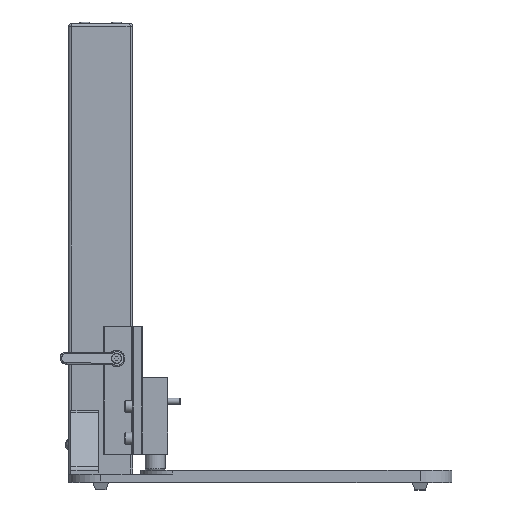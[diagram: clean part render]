
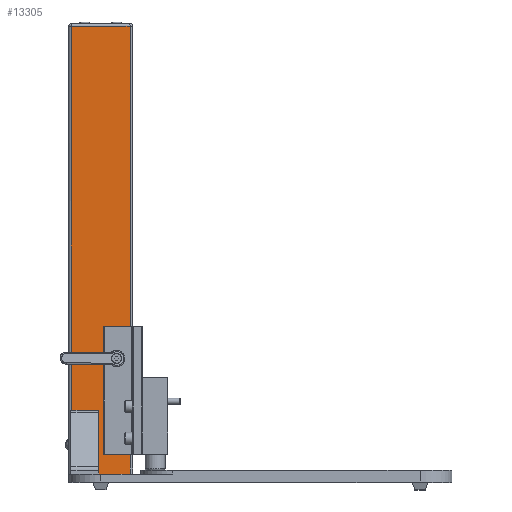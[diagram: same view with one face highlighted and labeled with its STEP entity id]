
A CAD part, top view. The second image highlights one B-rep face of the part: STEP entity #13305.
In plain terms, the highlighted planar face has unit normal (0, 0, 1).
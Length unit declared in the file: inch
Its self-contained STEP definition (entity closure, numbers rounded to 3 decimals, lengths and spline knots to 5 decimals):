
#747 = CARTESIAN_POINT ( 'NONE',  ( 0., 5.10937, 0.5 ) ) ;
#1013 = EDGE_CURVE ( 'NONE', #5989, #18497, #8171, .T. ) ;
#1115 = VERTEX_POINT ( 'NONE', #10864 ) ;
#1304 = EDGE_CURVE ( 'NONE', #12423, #18182, #16375, .T. ) ;
#1385 = VECTOR ( 'NONE', #18537, 39.37008 ) ;
#1669 = DIRECTION ( 'NONE',  ( 0., 0., 1. ) ) ;
#1705 = EDGE_LOOP ( 'NONE', ( #5816, #10183, #17640, #16147, #18229, #15856, #11099, #10338, #4813, #11177 ) ) ;
#1972 = CARTESIAN_POINT ( 'NONE',  ( -4.083, -2.00169, 0.5 ) ) ;
#2012 = VECTOR ( 'NONE', #19273, 39.37008 ) ;
#2818 = DIRECTION ( 'NONE',  ( 0., 1., 0. ) ) ;
#3187 = LINE ( 'NONE', #1972, #7240 ) ;
#3430 = VECTOR ( 'NONE', #7611, 39.37008 ) ;
#3515 = CARTESIAN_POINT ( 'NONE',  ( -5.0625, 2.48438, 0.5 ) ) ;
#3645 = CARTESIAN_POINT ( 'NONE',  ( -4.083, -2.00169, 0.5 ) ) ;
#3949 = EDGE_CURVE ( 'NONE', #17037, #8196, #7806, .T. ) ;
#3971 = VECTOR ( 'NONE', #13901, 39.37008 ) ;
#4292 = EDGE_CURVE ( 'NONE', #14297, #5989, #16385, .T. ) ;
#4310 = LINE ( 'NONE', #18063, #5770 ) ;
#4813 = ORIENTED_EDGE ( 'NONE', *, *, #12128, .T. ) ;
#5455 = EDGE_CURVE ( 'NONE', #12423, #1115, #3187, .T. ) ;
#5770 = VECTOR ( 'NONE', #16376, 39.37008 ) ;
#5816 = ORIENTED_EDGE ( 'NONE', *, *, #1013, .T. ) ;
#5989 = VERTEX_POINT ( 'NONE', #14471 ) ;
#7101 = EDGE_CURVE ( 'NONE', #7685, #1115, #8000, .T. ) ;
#7240 = VECTOR ( 'NONE', #12545, 39.37008 ) ;
#7264 = VECTOR ( 'NONE', #13823, 39.37008 ) ;
#7403 = DIRECTION ( 'NONE',  ( -1., 0., 0. ) ) ;
#7611 = DIRECTION ( 'NONE',  ( 0., 1., 0. ) ) ;
#7685 = VERTEX_POINT ( 'NONE', #8910 ) ;
#7751 = CARTESIAN_POINT ( 'NONE',  ( -4.912, -2.06925, 0.5 ) ) ;
#7806 = LINE ( 'NONE', #15675, #3430 ) ;
#8000 = LINE ( 'NONE', #11114, #1385 ) ;
#8171 = LINE ( 'NONE', #3645, #14303 ) ;
#8196 = VERTEX_POINT ( 'NONE', #19524 ) ;
#8509 = CARTESIAN_POINT ( 'NONE',  ( -4.912, 5.10937, 0.5 ) ) ;
#8529 = CARTESIAN_POINT ( 'NONE',  ( -4.083, 0.48438, 0.5 ) ) ;
#8770 = CARTESIAN_POINT ( 'NONE',  ( -5.0625, 2.48438, 0.5 ) ) ;
#8910 = CARTESIAN_POINT ( 'NONE',  ( -4.912, 1.10937, 0.5 ) ) ;
#9610 = CARTESIAN_POINT ( 'NONE',  ( -5.0625, 2.48438, 0.5 ) ) ;
#9674 = DIRECTION ( 'NONE',  ( 0., 1., 0. ) ) ;
#10183 = ORIENTED_EDGE ( 'NONE', *, *, #18721, .T. ) ;
#10200 = EDGE_CURVE ( 'NONE', #18182, #19090, #10266, .T. ) ;
#10266 = LINE ( 'NONE', #8770, #12772 ) ;
#10338 = ORIENTED_EDGE ( 'NONE', *, *, #7101, .F. ) ;
#10864 = CARTESIAN_POINT ( 'NONE',  ( -4.083, 1.10937, 0.5 ) ) ;
#11099 = ORIENTED_EDGE ( 'NONE', *, *, #5455, .T. ) ;
#11114 = CARTESIAN_POINT ( 'NONE',  ( -3.85, 1.10937, 0.5 ) ) ;
#11177 = ORIENTED_EDGE ( 'NONE', *, *, #4292, .T. ) ;
#11599 = CARTESIAN_POINT ( 'NONE',  ( -5.917, 2.48438, 0.5 ) ) ;
#12128 = EDGE_CURVE ( 'NONE', #7685, #14297, #18408, .T. ) ;
#12423 = VERTEX_POINT ( 'NONE', #8529 ) ;
#12545 = DIRECTION ( 'NONE',  ( 0., 1., 0. ) ) ;
#12743 = PLANE ( 'NONE',  #13419 ) ;
#12772 = VECTOR ( 'NONE', #2818, 39.37008 ) ;
#12922 = EDGE_CURVE ( 'NONE', #19090, #17037, #17264, .T. ) ;
#13305 = ADVANCED_FACE ( 'NONE', ( #15475 ), #12743, .T. ) ;
#13419 = AXIS2_PLACEMENT_3D ( 'NONE', #17157, #1669, #18754 ) ;
#13772 = VECTOR ( 'NONE', #7403, 39.37008 ) ;
#13823 = DIRECTION ( 'NONE',  ( -1., 0., 0. ) ) ;
#13901 = DIRECTION ( 'NONE',  ( 0., 1., 0. ) ) ;
#14297 = VERTEX_POINT ( 'NONE', #8509 ) ;
#14303 = VECTOR ( 'NONE', #9674, 39.37008 ) ;
#14471 = CARTESIAN_POINT ( 'NONE',  ( -4.083, 5.10937, 0.5 ) ) ;
#15475 = FACE_OUTER_BOUND ( 'NONE', #1705, .T. ) ;
#15675 = CARTESIAN_POINT ( 'NONE',  ( -5.917, -2.00169, 0.5 ) ) ;
#15856 = ORIENTED_EDGE ( 'NONE', *, *, #1304, .F. ) ;
#16147 = ORIENTED_EDGE ( 'NONE', *, *, #12922, .F. ) ;
#16375 = LINE ( 'NONE', #18269, #13772 ) ;
#16376 = DIRECTION ( 'NONE',  ( -1., 0., 0. ) ) ;
#16385 = LINE ( 'NONE', #747, #2012 ) ;
#16641 = CARTESIAN_POINT ( 'NONE',  ( -4.083, 14.50938, 0.5 ) ) ;
#17037 = VERTEX_POINT ( 'NONE', #11599 ) ;
#17157 = CARTESIAN_POINT ( 'NONE',  ( -5.917, -2.00169, 0.5 ) ) ;
#17264 = LINE ( 'NONE', #3515, #7264 ) ;
#17640 = ORIENTED_EDGE ( 'NONE', *, *, #3949, .F. ) ;
#18063 = CARTESIAN_POINT ( 'NONE',  ( -5.917, 14.50938, 0.5 ) ) ;
#18182 = VERTEX_POINT ( 'NONE', #19260 ) ;
#18229 = ORIENTED_EDGE ( 'NONE', *, *, #10200, .F. ) ;
#18269 = CARTESIAN_POINT ( 'NONE',  ( 0., 0.48438, 0.5 ) ) ;
#18408 = LINE ( 'NONE', #7751, #3971 ) ;
#18497 = VERTEX_POINT ( 'NONE', #16641 ) ;
#18537 = DIRECTION ( 'NONE',  ( 1., 0., 0. ) ) ;
#18721 = EDGE_CURVE ( 'NONE', #18497, #8196, #4310, .T. ) ;
#18754 = DIRECTION ( 'NONE',  ( 1., 0., 0. ) ) ;
#19090 = VERTEX_POINT ( 'NONE', #9610 ) ;
#19260 = CARTESIAN_POINT ( 'NONE',  ( -5.0625, 0.48438, 0.5 ) ) ;
#19273 = DIRECTION ( 'NONE',  ( 1., 0., 0. ) ) ;
#19524 = CARTESIAN_POINT ( 'NONE',  ( -5.917, 14.50938, 0.5 ) ) ;
